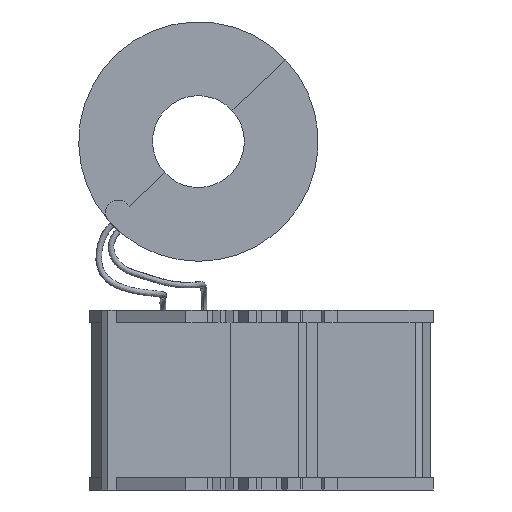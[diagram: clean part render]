
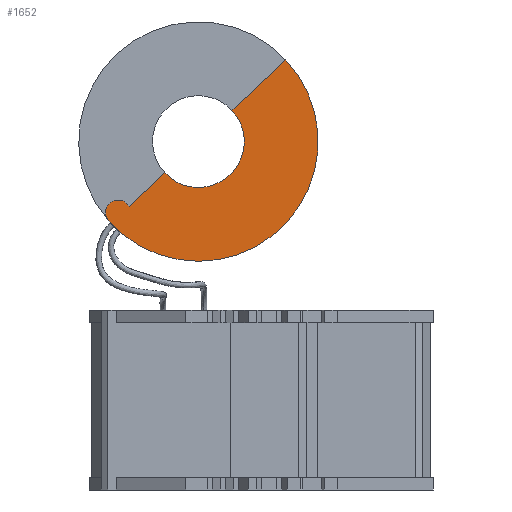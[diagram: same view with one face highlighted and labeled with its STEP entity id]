
A CAD part, front view. The second image highlights one B-rep face of the part: STEP entity #1652.
In plain terms, the highlighted planar face has unit normal (0, -1, 0).
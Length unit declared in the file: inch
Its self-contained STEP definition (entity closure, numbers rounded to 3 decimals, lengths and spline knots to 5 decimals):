
#18 = DIRECTION ( 'NONE',  ( 0., 0., 1. ) ) ;
#168 = DIRECTION ( 'NONE',  ( 0., 1., 0. ) ) ;
#281 = DIRECTION ( 'NONE',  ( 0., 0., 1. ) ) ;
#667 = CARTESIAN_POINT ( 'NONE',  ( -0.28575, 0., 3.59663 ) ) ;
#884 = CARTESIAN_POINT ( 'NONE',  ( -0.61692, 0., 3.2879 ) ) ;
#1172 = EDGE_LOOP ( 'NONE', ( #8715, #7734, #8000, #14903, #22356, #18294, #8944 ) ) ;
#1652 = ADVANCED_FACE ( 'NONE', ( #3097 ), #18539, .F. ) ;
#1657 = VECTOR ( 'NONE', #8404, 39.37008 ) ;
#1862 = CIRCLE ( 'NONE', #10645, 1.1811 ) ;
#2339 = EDGE_CURVE ( 'NONE', #5379, #14369, #20670, .T. ) ;
#3097 = FACE_OUTER_BOUND ( 'NONE', #1172, .T. ) ;
#3538 = CARTESIAN_POINT ( 'NONE',  ( -0.61692, 0., 2.83514 ) ) ;
#5222 = CARTESIAN_POINT ( 'NONE',  ( -0.61692, 0., 3.2879 ) ) ;
#5267 = VERTEX_POINT ( 'NONE', #21370 ) ;
#5379 = VERTEX_POINT ( 'NONE', #667 ) ;
#5540 = CIRCLE ( 'NONE', #5560, 0.45276 ) ;
#5560 = AXIS2_PLACEMENT_3D ( 'NONE', #21721, #17729, #8911 ) ;
#7107 = EDGE_CURVE ( 'NONE', #5379, #10685, #5540, .T. ) ;
#7292 = DIRECTION ( 'NONE',  ( 0.731, 0., 0.682 ) ) ;
#7561 = AXIS2_PLACEMENT_3D ( 'NONE', #17906, #9093, #22680 ) ;
#7734 = ORIENTED_EDGE ( 'NONE', *, *, #7107, .T. ) ;
#7772 = AXIS2_PLACEMENT_3D ( 'NONE', #884, #21943, #20680 ) ;
#7783 = CIRCLE ( 'NONE', #7772, 1.1811 ) ;
#7855 = CARTESIAN_POINT ( 'NONE',  ( -0.61692, 0., 3.2879 ) ) ;
#7901 = DIRECTION ( 'NONE',  ( 0., 1., 0. ) ) ;
#8000 = ORIENTED_EDGE ( 'NONE', *, *, #14130, .T. ) ;
#8404 = DIRECTION ( 'NONE',  ( 0.731, 0., 0.682 ) ) ;
#8715 = ORIENTED_EDGE ( 'NONE', *, *, #2339, .F. ) ;
#8910 = CARTESIAN_POINT ( 'NONE',  ( -0.94809, 0., 2.97916 ) ) ;
#8911 = DIRECTION ( 'NONE',  ( 0., 0., 1. ) ) ;
#8944 = ORIENTED_EDGE ( 'NONE', *, *, #21984, .F. ) ;
#9093 = DIRECTION ( 'NONE',  ( 0., 1., 0. ) ) ;
#9183 = VECTOR ( 'NONE', #7292, 39.37008 ) ;
#9529 = VERTEX_POINT ( 'NONE', #16270 ) ;
#9673 = DIRECTION ( 'NONE',  ( 0., 1., 0. ) ) ;
#10372 = VERTEX_POINT ( 'NONE', #13060 ) ;
#10645 = AXIS2_PLACEMENT_3D ( 'NONE', #7855, #9673, #14920 ) ;
#10685 = VERTEX_POINT ( 'NONE', #3538 ) ;
#10740 = CARTESIAN_POINT ( 'NONE',  ( -0.61692, 0., 3.2879 ) ) ;
#13060 = CARTESIAN_POINT ( 'NONE',  ( -0.61692, 0., 2.10679 ) ) ;
#13314 = CARTESIAN_POINT ( 'NONE',  ( 0.24699, 0., 4.09329 ) ) ;
#13825 = CARTESIAN_POINT ( 'NONE',  ( -1.40871, 0., 2.58657 ) ) ;
#14130 = EDGE_CURVE ( 'NONE', #10685, #18694, #15326, .T. ) ;
#14369 = VERTEX_POINT ( 'NONE', #13314 ) ;
#14443 = LINE ( 'NONE', #10740, #9183 ) ;
#14903 = ORIENTED_EDGE ( 'NONE', *, *, #20924, .F. ) ;
#14920 = DIRECTION ( 'NONE',  ( 0., 0., 1. ) ) ;
#15326 = CIRCLE ( 'NONE', #7561, 0.45276 ) ;
#16270 = CARTESIAN_POINT ( 'NONE',  ( -1.50966, 0., 2.51459 ) ) ;
#16632 = CIRCLE ( 'NONE', #19556, 0.12399 ) ;
#16710 = CARTESIAN_POINT ( 'NONE',  ( -0.61692, 0., 3.2879 ) ) ;
#17558 = EDGE_CURVE ( 'NONE', #9529, #5267, #16632, .T. ) ;
#17729 = DIRECTION ( 'NONE',  ( 0., 1., 0. ) ) ;
#17906 = CARTESIAN_POINT ( 'NONE',  ( -0.61692, 0., 3.2879 ) ) ;
#18294 = ORIENTED_EDGE ( 'NONE', *, *, #21095, .F. ) ;
#18539 = PLANE ( 'NONE',  #20685 ) ;
#18694 = VERTEX_POINT ( 'NONE', #8910 ) ;
#19556 = AXIS2_PLACEMENT_3D ( 'NONE', #13825, #168, #281 ) ;
#20670 = LINE ( 'NONE', #5222, #1657 ) ;
#20680 = DIRECTION ( 'NONE',  ( 0., 0., 1. ) ) ;
#20685 = AXIS2_PLACEMENT_3D ( 'NONE', #16710, #7901, #18 ) ;
#20924 = EDGE_CURVE ( 'NONE', #5267, #18694, #14443, .T. ) ;
#21095 = EDGE_CURVE ( 'NONE', #10372, #9529, #1862, .T. ) ;
#21370 = CARTESIAN_POINT ( 'NONE',  ( -1.30181, 0., 2.6494 ) ) ;
#21721 = CARTESIAN_POINT ( 'NONE',  ( -0.61692, 0., 3.2879 ) ) ;
#21943 = DIRECTION ( 'NONE',  ( 0., 1., 0. ) ) ;
#21984 = EDGE_CURVE ( 'NONE', #14369, #10372, #7783, .T. ) ;
#22356 = ORIENTED_EDGE ( 'NONE', *, *, #17558, .F. ) ;
#22680 = DIRECTION ( 'NONE',  ( 0., 0., 1. ) ) ;
